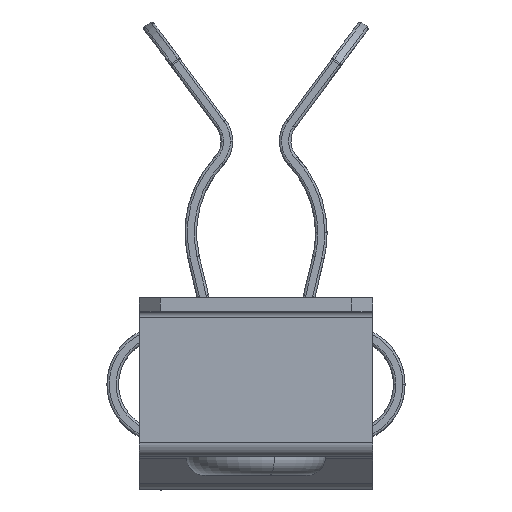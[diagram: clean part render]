
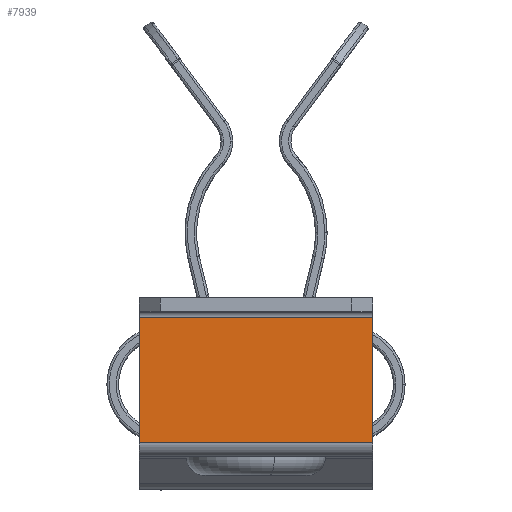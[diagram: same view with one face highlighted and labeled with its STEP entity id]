
A CAD part, top view. The second image highlights one B-rep face of the part: STEP entity #7939.
In plain terms, the highlighted face is planar.
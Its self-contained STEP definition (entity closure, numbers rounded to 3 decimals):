
#72 = CARTESIAN_POINT ( 'NONE',  ( -22.221, 7.371, -5. ) ) ;
#226 = EDGE_CURVE ( 'NONE', #8671, #6942, #6784, .T. ) ;
#521 = EDGE_CURVE ( 'NONE', #10998, #6942, #11100, .T. ) ;
#930 = ORIENTED_EDGE ( 'NONE', *, *, #521, .T. ) ;
#1099 = DIRECTION ( 'NONE',  ( -0.017, 1., 0. ) ) ;
#1343 = PLANE ( 'NONE',  #6910 ) ;
#1487 = ORIENTED_EDGE ( 'NONE', *, *, #226, .F. ) ;
#2124 = FACE_OUTER_BOUND ( 'NONE', #5642, .T. ) ;
#2320 = VECTOR ( 'NONE', #4395, 1000. ) ;
#2603 = EDGE_CURVE ( 'NONE', #10601, #10998, #8351, .T. ) ;
#2752 = ORIENTED_EDGE ( 'NONE', *, *, #2603, .T. ) ;
#2944 = LINE ( 'NONE', #10221, #4536 ) ;
#3469 = CARTESIAN_POINT ( 'NONE',  ( -22.127, 1.992, 5. ) ) ;
#3786 = CARTESIAN_POINT ( 'NONE',  ( -22.127, 1.992, -5. ) ) ;
#3795 = CARTESIAN_POINT ( 'NONE',  ( -22.221, 7.371, 5. ) ) ;
#3925 = DIRECTION ( 'NONE',  ( 1., 0.017, 0. ) ) ;
#4395 = DIRECTION ( 'NONE',  ( 0., 0., -1. ) ) ;
#4536 = VECTOR ( 'NONE', #4771, 1000. ) ;
#4771 = DIRECTION ( 'NONE',  ( 0.017, -1., 0. ) ) ;
#5642 = EDGE_LOOP ( 'NONE', ( #930, #1487, #8992, #2752 ) ) ;
#6475 = CARTESIAN_POINT ( 'NONE',  ( -22.221, 7.371, -5. ) ) ;
#6784 = LINE ( 'NONE', #10439, #2320 ) ;
#6910 = AXIS2_PLACEMENT_3D ( 'NONE', #8595, #3925, #1099 ) ;
#6942 = VERTEX_POINT ( 'NONE', #3786 ) ;
#7304 = VECTOR ( 'NONE', #10131, 1000. ) ;
#7581 = VECTOR ( 'NONE', #11108, 1000. ) ;
#7719 = CARTESIAN_POINT ( 'NONE',  ( -22.221, 7.371, 5. ) ) ;
#7939 = ADVANCED_FACE ( 'NONE', ( #2124 ), #1343, .F. ) ;
#8351 = LINE ( 'NONE', #3795, #7581 ) ;
#8595 = CARTESIAN_POINT ( 'NONE',  ( -22.221, 7.371, 5. ) ) ;
#8671 = VERTEX_POINT ( 'NONE', #3469 ) ;
#8992 = ORIENTED_EDGE ( 'NONE', *, *, #11422, .F. ) ;
#10131 = DIRECTION ( 'NONE',  ( 0.017, -1., 0. ) ) ;
#10221 = CARTESIAN_POINT ( 'NONE',  ( -22.221, 7.371, 5. ) ) ;
#10439 = CARTESIAN_POINT ( 'NONE',  ( -22.127, 1.992, 5. ) ) ;
#10601 = VERTEX_POINT ( 'NONE', #7719 ) ;
#10998 = VERTEX_POINT ( 'NONE', #72 ) ;
#11100 = LINE ( 'NONE', #6475, #7304 ) ;
#11108 = DIRECTION ( 'NONE',  ( 0., 0., -1. ) ) ;
#11422 = EDGE_CURVE ( 'NONE', #10601, #8671, #2944, .T. ) ;
